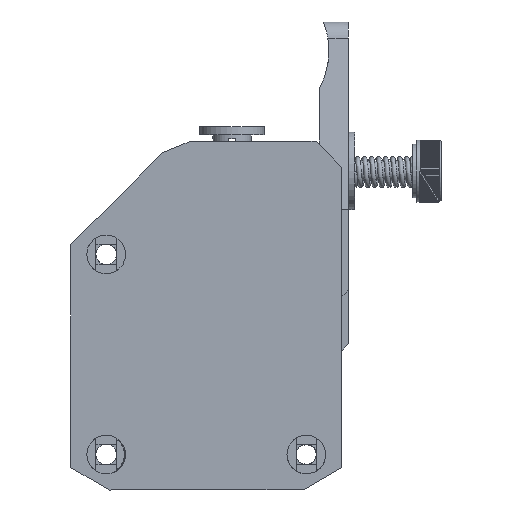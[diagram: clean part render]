
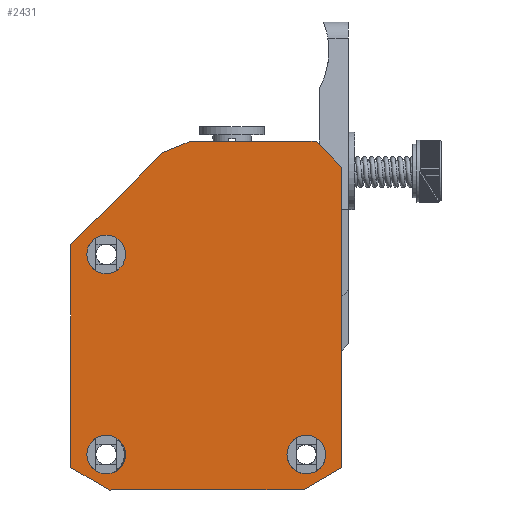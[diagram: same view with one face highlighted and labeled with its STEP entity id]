
A CAD part, front view. The second image highlights one B-rep face of the part: STEP entity #2431.
In plain terms, the highlighted face is planar.
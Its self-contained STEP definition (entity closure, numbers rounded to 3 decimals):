
#2431=ADVANCED_FACE('',(#8434,#8436,#8438,#8440),#8442,.F.);
#8434=FACE_BOUND('',#8435,.T.);
#8435=EDGE_LOOP('',(#14574,#14575,#14576,#14577,#14578,#14579,#14580,#14581,#14582));
#8436=FACE_BOUND('',#8437,.T.);
#8437=EDGE_LOOP('',(#14583));
#8438=FACE_BOUND('',#8439,.T.);
#8439=EDGE_LOOP('',(#14584,#14585));
#8440=FACE_BOUND('',#8441,.T.);
#8441=EDGE_LOOP('',(#14586,#14587));
#8442=PLANE('',#8443);
#8443=AXIS2_PLACEMENT_3D('',#8444,#8445,#8446);
#8444=CARTESIAN_POINT('',(-21.,27.,0.));
#8445=DIRECTION('',(0.,0.,1.));
#8446=DIRECTION('',(1.,0.,0.));
#14574=ORIENTED_EDGE('',*,*,#17530,.T.);
#14575=ORIENTED_EDGE('',*,*,#17528,.T.);
#14576=ORIENTED_EDGE('',*,*,#17526,.T.);
#14577=ORIENTED_EDGE('',*,*,#17481,.T.);
#14578=ORIENTED_EDGE('',*,*,#17478,.T.);
#14579=ORIENTED_EDGE('',*,*,#17583,.T.);
#14580=ORIENTED_EDGE('',*,*,#17537,.T.);
#14581=ORIENTED_EDGE('',*,*,#17534,.T.);
#14582=ORIENTED_EDGE('',*,*,#17532,.T.);
#14583=ORIENTED_EDGE('',*,*,#17584,.T.);
#14584=ORIENTED_EDGE('',*,*,#17585,.T.);
#14585=ORIENTED_EDGE('',*,*,#17586,.T.);
#14586=ORIENTED_EDGE('',*,*,#17587,.T.);
#14587=ORIENTED_EDGE('',*,*,#17588,.T.);
#17478=EDGE_CURVE('',#19457,#19465,#19467,.T.);
#17481=EDGE_CURVE('',#19468,#19457,#19472,.T.);
#17526=EDGE_CURVE('',#19543,#19468,#19554,.T.);
#17528=EDGE_CURVE('',#19555,#19543,#19557,.T.);
#17530=EDGE_CURVE('',#19558,#19555,#19560,.T.);
#17532=EDGE_CURVE('',#19561,#19558,#19563,.T.);
#17534=EDGE_CURVE('',#19564,#19561,#19566,.T.);
#17537=EDGE_CURVE('',#19567,#19564,#19571,.T.);
#17583=EDGE_CURVE('',#19465,#19567,#19649,.T.);
#17584=EDGE_CURVE('',#19650,#19650,#19651,.F.);
#17585=EDGE_CURVE('',#19652,#19653,#19654,.F.);
#17586=EDGE_CURVE('',#19653,#19652,#19655,.F.);
#17587=EDGE_CURVE('',#19656,#19657,#19658,.F.);
#17588=EDGE_CURVE('',#19657,#19656,#19659,.F.);
#19457=VERTEX_POINT('',#23701);
#19465=VERTEX_POINT('',#23717);
#19467=LINE('',#23721,#23722);
#19468=VERTEX_POINT('',#23724);
#19472=LINE('',#23732,#23733);
#19543=VERTEX_POINT('',#24706);
#19554=LINE('',#24730,#24731);
#19555=VERTEX_POINT('',#24733);
#19557=LINE('',#24737,#24738);
#19558=VERTEX_POINT('',#24740);
#19560=LINE('',#24744,#24745);
#19561=VERTEX_POINT('',#24747);
#19563=LINE('',#24751,#24752);
#19564=VERTEX_POINT('',#24754);
#19566=LINE('',#24758,#24759);
#19567=VERTEX_POINT('',#24761);
#19571=LINE('',#24769,#24770);
#19649=LINE('',#25051,#25052);
#19650=VERTEX_POINT('',#25054);
#19651=CIRCLE('',#25055,3.);
#19652=VERTEX_POINT('',#25059);
#19653=VERTEX_POINT('',#25060);
#19654=CIRCLE('',#25061,3.);
#19655=CIRCLE('',#25065,3.);
#19656=VERTEX_POINT('',#25069);
#19657=VERTEX_POINT('',#25070);
#19658=CIRCLE('',#25071,3.);
#19659=CIRCLE('',#25075,3.);
#23701=CARTESIAN_POINT('',(-42.,3.464,0.));
#23717=CARTESIAN_POINT('',(-42.,50.,0.));
#23721=CARTESIAN_POINT('',(-42.,3.464,0.));
#23722=VECTOR('',#23723,1.);
#23723=DIRECTION('',(0.,1.,0.));
#23724=CARTESIAN_POINT('',(-36.,0.,0.));
#23732=CARTESIAN_POINT('',(-36.,0.,0.));
#23733=VECTOR('',#23734,1.);
#23734=DIRECTION('',(-0.866,0.5,0.));
#24706=CARTESIAN_POINT('',(-6.,0.,0.));
#24730=CARTESIAN_POINT('',(-6.,0.,0.));
#24731=VECTOR('',#24732,1.);
#24732=DIRECTION('',(-1.,0.,0.));
#24733=CARTESIAN_POINT('',(0.,3.464,0.));
#24737=CARTESIAN_POINT('',(0.,3.464,0.));
#24738=VECTOR('',#24739,1.);
#24739=DIRECTION('',(-0.866,-0.5,0.));
#24740=CARTESIAN_POINT('',(0.,38.,0.));
#24744=CARTESIAN_POINT('',(0.,38.,0.));
#24745=VECTOR('',#24746,1.);
#24746=DIRECTION('',(0.,-1.,0.));
#24747=CARTESIAN_POINT('',(-14.243,52.243,0.));
#24751=CARTESIAN_POINT('',(-14.243,52.243,0.));
#24752=VECTOR('',#24753,1.);
#24753=DIRECTION('',(0.707,-0.707,0.));
#24754=CARTESIAN_POINT('',(-18.485,54.,0.));
#24758=CARTESIAN_POINT('',(-18.485,54.,0.));
#24759=VECTOR('',#24760,1.);
#24760=DIRECTION('',(0.924,-0.383,0.));
#24761=CARTESIAN_POINT('',(-38.,54.,0.));
#24769=CARTESIAN_POINT('',(-38.,54.,0.));
#24770=VECTOR('',#24771,1.);
#24771=DIRECTION('',(1.,0.,0.));
#25051=CARTESIAN_POINT('',(-42.,50.,0.));
#25052=VECTOR('',#25053,1.);
#25053=DIRECTION('',(0.707,0.707,0.));
#25054=CARTESIAN_POINT('',(-6.949,8.127,0.));
#25055=AXIS2_PLACEMENT_3D('',#25056,#25057,#25058);
#25056=CARTESIAN_POINT('',(-5.5,5.5,0.));
#25057=DIRECTION('',(0.,0.,-1.));
#25058=DIRECTION('',(-0.483,0.876,0.));
#25059=CARTESIAN_POINT('',(-39.5,5.5,0.));
#25060=CARTESIAN_POINT('',(-37.949,8.127,0.));
#25061=AXIS2_PLACEMENT_3D('',#25062,#25063,#25064);
#25062=CARTESIAN_POINT('',(-36.5,5.5,0.));
#25063=DIRECTION('',(0.,0.,-1.));
#25064=DIRECTION('',(-0.483,0.876,0.));
#25065=AXIS2_PLACEMENT_3D('',#25066,#25067,#25068);
#25066=CARTESIAN_POINT('',(-36.5,5.5,0.));
#25067=DIRECTION('',(0.,0.,-1.));
#25068=DIRECTION('',(-1.,0.,0.));
#25069=CARTESIAN_POINT('',(-8.5,36.5,0.));
#25070=CARTESIAN_POINT('',(-6.949,39.127,0.));
#25071=AXIS2_PLACEMENT_3D('',#25072,#25073,#25074);
#25072=CARTESIAN_POINT('',(-5.5,36.5,0.));
#25073=DIRECTION('',(0.,0.,-1.));
#25074=DIRECTION('',(-0.483,0.876,0.));
#25075=AXIS2_PLACEMENT_3D('',#25076,#25077,#25078);
#25076=CARTESIAN_POINT('',(-5.5,36.5,0.));
#25077=DIRECTION('',(0.,0.,-1.));
#25078=DIRECTION('',(-1.,0.,0.));
